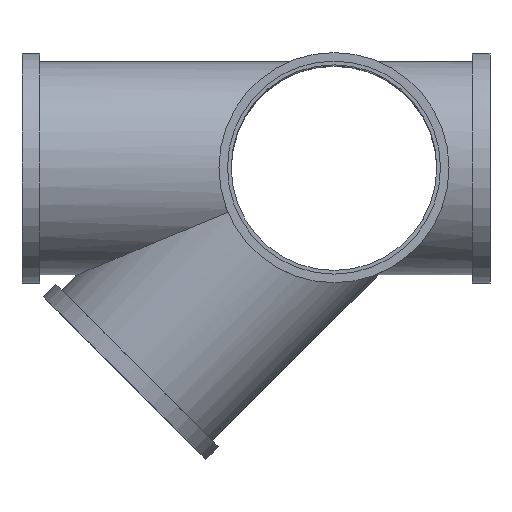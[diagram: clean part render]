
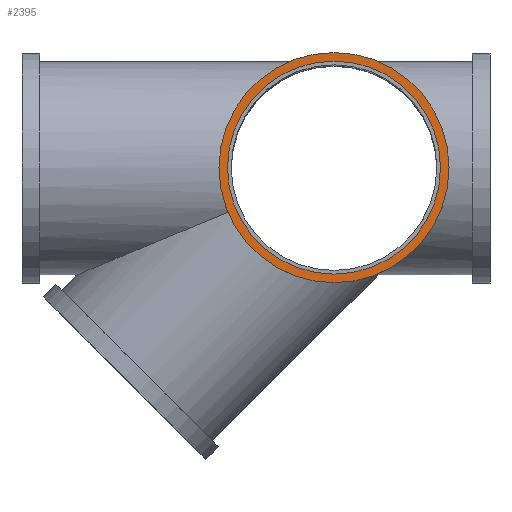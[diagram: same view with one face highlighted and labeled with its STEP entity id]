
A CAD part, top view. The second image highlights one B-rep face of the part: STEP entity #2395.
In plain terms, the highlighted planar face has unit normal (0, 0, 1).
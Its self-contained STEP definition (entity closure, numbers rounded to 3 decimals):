
#1960 = CYLINDRICAL_SURFACE('',#1961,147.5);
#1961 = AXIS2_PLACEMENT_3D('',#1962,#1963,#1964);
#1962 = CARTESIAN_POINT('',(0.,0.,607.));
#1963 = DIRECTION('',(0.,0.,1.));
#1964 = DIRECTION('',(1.,0.,0.));
#2182 = PLANE('',#2183);
#2183 = AXIS2_PLACEMENT_3D('',#2184,#2185,#2186);
#2184 = CARTESIAN_POINT('',(0.,0.,630.));
#2185 = DIRECTION('',(0.,0.,1.));
#2186 = DIRECTION('',(1.,0.,0.));
#2293 = EDGE_CURVE('',#2294,#2294,#2296,.T.);
#2294 = VERTEX_POINT('',#2295);
#2295 = CARTESIAN_POINT('',(147.5,0.,630.));
#2296 = SURFACE_CURVE('',#2297,(#2302,#2309),.PCURVE_S1.);
#2297 = CIRCLE('',#2298,147.5);
#2298 = AXIS2_PLACEMENT_3D('',#2299,#2300,#2301);
#2299 = CARTESIAN_POINT('',(0.,0.,630.));
#2300 = DIRECTION('',(0.,0.,1.));
#2301 = DIRECTION('',(1.,0.,0.));
#2302 = PCURVE('',#1960,#2303);
#2303 = DEFINITIONAL_REPRESENTATION('',(#2304),#2308);
#2304 = LINE('',#2305,#2306);
#2305 = CARTESIAN_POINT('',(0.,23.));
#2306 = VECTOR('',#2307,1.);
#2307 = DIRECTION('',(1.,0.));
#2308 = ( GEOMETRIC_REPRESENTATION_CONTEXT(2) 
PARAMETRIC_REPRESENTATION_CONTEXT() REPRESENTATION_CONTEXT('2D SPACE',''
  ) );
#2309 = PCURVE('',#2310,#2315);
#2310 = PLANE('',#2311);
#2311 = AXIS2_PLACEMENT_3D('',#2312,#2313,#2314);
#2312 = CARTESIAN_POINT('',(0.,0.,630.));
#2313 = DIRECTION('',(0.,0.,1.));
#2314 = DIRECTION('',(1.,0.,0.));
#2315 = DEFINITIONAL_REPRESENTATION('',(#2316),#2320);
#2316 = CIRCLE('',#2317,147.5);
#2317 = AXIS2_PLACEMENT_2D('',#2318,#2319);
#2318 = CARTESIAN_POINT('',(0.,0.));
#2319 = DIRECTION('',(1.,0.));
#2320 = ( GEOMETRIC_REPRESENTATION_CONTEXT(2) 
PARAMETRIC_REPRESENTATION_CONTEXT() REPRESENTATION_CONTEXT('2D SPACE',''
  ) );
#2369 = EDGE_CURVE('',#2370,#2370,#2372,.T.);
#2370 = VERTEX_POINT('',#2371);
#2371 = CARTESIAN_POINT('',(136.55,0.,630.));
#2372 = SURFACE_CURVE('',#2373,(#2378,#2385),.PCURVE_S1.);
#2373 = CIRCLE('',#2374,136.55);
#2374 = AXIS2_PLACEMENT_3D('',#2375,#2376,#2377);
#2375 = CARTESIAN_POINT('',(0.,0.,630.));
#2376 = DIRECTION('',(0.,0.,1.));
#2377 = DIRECTION('',(1.,0.,0.));
#2378 = PCURVE('',#2182,#2379);
#2379 = DEFINITIONAL_REPRESENTATION('',(#2380),#2384);
#2380 = CIRCLE('',#2381,136.55);
#2381 = AXIS2_PLACEMENT_2D('',#2382,#2383);
#2382 = CARTESIAN_POINT('',(0.,0.));
#2383 = DIRECTION('',(1.,0.));
#2384 = ( GEOMETRIC_REPRESENTATION_CONTEXT(2) 
PARAMETRIC_REPRESENTATION_CONTEXT() REPRESENTATION_CONTEXT('2D SPACE',''
  ) );
#2385 = PCURVE('',#2310,#2386);
#2386 = DEFINITIONAL_REPRESENTATION('',(#2387),#2391);
#2387 = CIRCLE('',#2388,136.55);
#2388 = AXIS2_PLACEMENT_2D('',#2389,#2390);
#2389 = CARTESIAN_POINT('',(0.,0.));
#2390 = DIRECTION('',(1.,0.));
#2391 = ( GEOMETRIC_REPRESENTATION_CONTEXT(2) 
PARAMETRIC_REPRESENTATION_CONTEXT() REPRESENTATION_CONTEXT('2D SPACE',''
  ) );
#2395 = ADVANCED_FACE('',(#2396,#2399),#2310,.T.);
#2396 = FACE_BOUND('',#2397,.T.);
#2397 = EDGE_LOOP('',(#2398));
#2398 = ORIENTED_EDGE('',*,*,#2293,.T.);
#2399 = FACE_BOUND('',#2400,.T.);
#2400 = EDGE_LOOP('',(#2401));
#2401 = ORIENTED_EDGE('',*,*,#2369,.F.);
